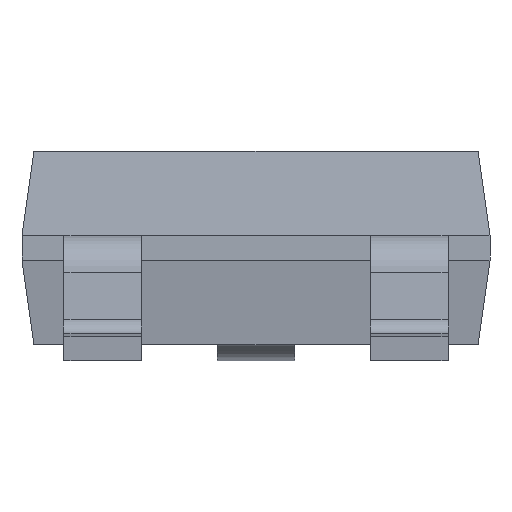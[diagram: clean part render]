
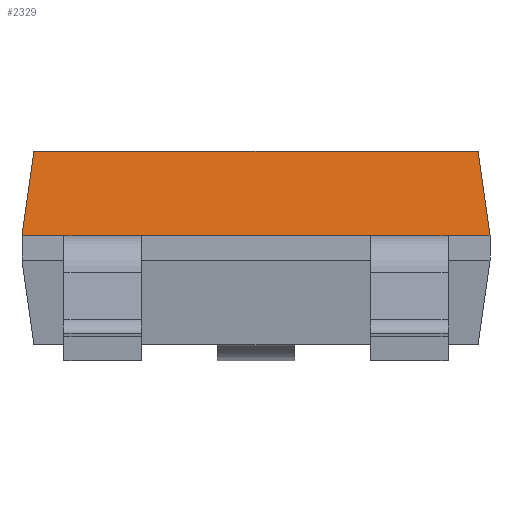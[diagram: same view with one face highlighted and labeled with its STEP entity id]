
A CAD part, front view. The second image highlights one B-rep face of the part: STEP entity #2329.
In plain terms, the highlighted planar face has unit normal (0, -0.99, 0.139).
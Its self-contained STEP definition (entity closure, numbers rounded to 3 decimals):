
#230 = PLANE('',#231);
#231 = AXIS2_PLACEMENT_3D('',#232,#233,#234);
#232 = CARTESIAN_POINT('',(1.425,0.7,1.3));
#233 = DIRECTION('',(0.,0.,-1.));
#234 = DIRECTION('',(-1.,0.,0.));
#461 = PLANE('',#462);
#462 = AXIS2_PLACEMENT_3D('',#463,#464,#465);
#463 = CARTESIAN_POINT('',(1.425,-0.6,1.3));
#464 = DIRECTION('',(0.,1.,0.));
#465 = DIRECTION('',(0.,0.,1.));
#517 = PLANE('',#518);
#518 = AXIS2_PLACEMENT_3D('',#519,#520,#521);
#519 = CARTESIAN_POINT('',(1.425,-0.6,1.3));
#520 = DIRECTION('',(0.,1.,0.));
#521 = DIRECTION('',(0.,0.,1.));
#573 = PLANE('',#574);
#574 = AXIS2_PLACEMENT_3D('',#575,#576,#577);
#575 = CARTESIAN_POINT('',(1.425,-0.6,1.3));
#576 = DIRECTION('',(0.,1.,0.));
#577 = DIRECTION('',(0.,0.,1.));
#777 = VERTEX_POINT('',#778);
#778 = CARTESIAN_POINT('',(1.425,-0.6,0.775));
#792 = PLANE('',#793);
#793 = AXIS2_PLACEMENT_3D('',#794,#795,#796);
#794 = CARTESIAN_POINT('',(1.425,-0.6,0.775));
#795 = DIRECTION('',(0.99,0.,0.139));
#796 = DIRECTION('',(0.139,0.,-0.99));
#830 = VERTEX_POINT('',#831);
#831 = CARTESIAN_POINT('',(1.165,-0.6,0.775));
#859 = EDGE_CURVE('',#777,#830,#860,.T.);
#860 = SURFACE_CURVE('',#861,(#865,#872),.PCURVE_S1.);
#861 = LINE('',#862,#863);
#862 = CARTESIAN_POINT('',(1.425,-0.6,0.775));
#863 = VECTOR('',#864,1.);
#864 = DIRECTION('',(-1.,0.,0.));
#865 = PCURVE('',#461,#866);
#866 = DEFINITIONAL_REPRESENTATION('',(#867),#871);
#867 = LINE('',#868,#869);
#868 = CARTESIAN_POINT('',(-0.525,0.));
#869 = VECTOR('',#870,1.);
#870 = DIRECTION('',(0.,-1.));
#871 = ( GEOMETRIC_REPRESENTATION_CONTEXT(2) 
PARAMETRIC_REPRESENTATION_CONTEXT() REPRESENTATION_CONTEXT('2D SPACE',''
  ) );
#872 = PCURVE('',#873,#878);
#873 = PLANE('',#874);
#874 = AXIS2_PLACEMENT_3D('',#875,#876,#877);
#875 = CARTESIAN_POINT('',(1.425,-0.6,0.775));
#876 = DIRECTION('',(0.,0.99,-0.139));
#877 = DIRECTION('',(0.,0.139,0.99));
#878 = DEFINITIONAL_REPRESENTATION('',(#879),#883);
#879 = LINE('',#880,#881);
#880 = CARTESIAN_POINT('',(0.,0.));
#881 = VECTOR('',#882,1.);
#882 = DIRECTION('',(0.,-1.));
#883 = ( GEOMETRIC_REPRESENTATION_CONTEXT(2) 
PARAMETRIC_REPRESENTATION_CONTEXT() REPRESENTATION_CONTEXT('2D SPACE',''
  ) );
#992 = VERTEX_POINT('',#993);
#993 = CARTESIAN_POINT('',(0.685,-0.6,0.775));
#1014 = EDGE_CURVE('',#1015,#992,#1017,.T.);
#1015 = VERTEX_POINT('',#1016);
#1016 = CARTESIAN_POINT('',(-0.735,-0.6,0.775));
#1017 = SURFACE_CURVE('',#1018,(#1022,#1029),.PCURVE_S1.);
#1018 = LINE('',#1019,#1020);
#1019 = CARTESIAN_POINT('',(1.425,-0.6,0.775));
#1020 = VECTOR('',#1021,1.);
#1021 = DIRECTION('',(1.,0.,0.));
#1022 = PCURVE('',#517,#1023);
#1023 = DEFINITIONAL_REPRESENTATION('',(#1024),#1028);
#1024 = LINE('',#1025,#1026);
#1025 = CARTESIAN_POINT('',(-0.525,0.));
#1026 = VECTOR('',#1027,1.);
#1027 = DIRECTION('',(0.,1.));
#1028 = ( GEOMETRIC_REPRESENTATION_CONTEXT(2) 
PARAMETRIC_REPRESENTATION_CONTEXT() REPRESENTATION_CONTEXT('2D SPACE',''
  ) );
#1029 = PCURVE('',#873,#1030);
#1030 = DEFINITIONAL_REPRESENTATION('',(#1031),#1035);
#1031 = LINE('',#1032,#1033);
#1032 = CARTESIAN_POINT('',(0.,0.));
#1033 = VECTOR('',#1034,1.);
#1034 = DIRECTION('',(0.,1.));
#1035 = ( GEOMETRIC_REPRESENTATION_CONTEXT(2) 
PARAMETRIC_REPRESENTATION_CONTEXT() REPRESENTATION_CONTEXT('2D SPACE',''
  ) );
#1170 = EDGE_CURVE('',#1171,#1173,#1175,.T.);
#1171 = VERTEX_POINT('',#1172);
#1172 = CARTESIAN_POINT('',(-1.475,-0.6,0.775));
#1173 = VERTEX_POINT('',#1174);
#1174 = CARTESIAN_POINT('',(-1.215,-0.6,0.775));
#1175 = SURFACE_CURVE('',#1176,(#1180,#1187),.PCURVE_S1.);
#1176 = LINE('',#1177,#1178);
#1177 = CARTESIAN_POINT('',(1.425,-0.6,0.775));
#1178 = VECTOR('',#1179,1.);
#1179 = DIRECTION('',(1.,0.,0.));
#1180 = PCURVE('',#573,#1181);
#1181 = DEFINITIONAL_REPRESENTATION('',(#1182),#1186);
#1182 = LINE('',#1183,#1184);
#1183 = CARTESIAN_POINT('',(-0.525,0.));
#1184 = VECTOR('',#1185,1.);
#1185 = DIRECTION('',(0.,1.));
#1186 = ( GEOMETRIC_REPRESENTATION_CONTEXT(2) 
PARAMETRIC_REPRESENTATION_CONTEXT() REPRESENTATION_CONTEXT('2D SPACE',''
  ) );
#1187 = PCURVE('',#873,#1188);
#1188 = DEFINITIONAL_REPRESENTATION('',(#1189),#1193);
#1189 = LINE('',#1190,#1191);
#1190 = CARTESIAN_POINT('',(0.,0.));
#1191 = VECTOR('',#1192,1.);
#1192 = DIRECTION('',(0.,1.));
#1193 = ( GEOMETRIC_REPRESENTATION_CONTEXT(2) 
PARAMETRIC_REPRESENTATION_CONTEXT() REPRESENTATION_CONTEXT('2D SPACE',''
  ) );
#1259 = PLANE('',#1260);
#1260 = AXIS2_PLACEMENT_3D('',#1261,#1262,#1263);
#1261 = CARTESIAN_POINT('',(-1.401,0.7,1.3));
#1262 = DIRECTION('',(0.99,0.,-0.139));
#1263 = DIRECTION('',(-0.139,0.,-0.99));
#1530 = VERTEX_POINT('',#1531);
#1531 = CARTESIAN_POINT('',(1.351,-0.526,1.3));
#1552 = EDGE_CURVE('',#1530,#777,#1553,.T.);
#1553 = SURFACE_CURVE('',#1554,(#1558,#1565),.PCURVE_S1.);
#1554 = LINE('',#1555,#1556);
#1555 = CARTESIAN_POINT('',(1.351,-0.526,1.3));
#1556 = VECTOR('',#1557,1.);
#1557 = DIRECTION('',(0.138,-0.138,-0.981));
#1558 = PCURVE('',#792,#1559);
#1559 = DEFINITIONAL_REPRESENTATION('',(#1560),#1564);
#1560 = LINE('',#1561,#1562);
#1561 = CARTESIAN_POINT('',(-0.53,0.074));
#1562 = VECTOR('',#1563,1.);
#1563 = DIRECTION('',(0.99,-0.138));
#1564 = ( GEOMETRIC_REPRESENTATION_CONTEXT(2) 
PARAMETRIC_REPRESENTATION_CONTEXT() REPRESENTATION_CONTEXT('2D SPACE',''
  ) );
#1565 = PCURVE('',#873,#1566);
#1566 = DEFINITIONAL_REPRESENTATION('',(#1567),#1571);
#1567 = LINE('',#1568,#1569);
#1568 = CARTESIAN_POINT('',(0.53,-0.074));
#1569 = VECTOR('',#1570,1.);
#1570 = DIRECTION('',(-0.99,0.138));
#1571 = ( GEOMETRIC_REPRESENTATION_CONTEXT(2) 
PARAMETRIC_REPRESENTATION_CONTEXT() REPRESENTATION_CONTEXT('2D SPACE',''
  ) );
#1645 = PLANE('',#1646);
#1646 = AXIS2_PLACEMENT_3D('',#1647,#1648,#1649);
#1647 = CARTESIAN_POINT('',(1.165,-0.775,0.775));
#1648 = DIRECTION('',(0.,0.,-1.));
#1649 = DIRECTION('',(-1.,0.,0.));
#2329 = ADVANCED_FACE('',(#2330),#873,.F.);
#2330 = FACE_BOUND('',#2331,.T.);
#2331 = EDGE_LOOP('',(#2332,#2333,#2359,#2360,#2381,#2382,#2383,#2406));
#2332 = ORIENTED_EDGE('',*,*,#1170,.T.);
#2333 = ORIENTED_EDGE('',*,*,#2334,.F.);
#2334 = EDGE_CURVE('',#1015,#1173,#2335,.T.);
#2335 = SURFACE_CURVE('',#2336,(#2340,#2347),.PCURVE_S1.);
#2336 = LINE('',#2337,#2338);
#2337 = CARTESIAN_POINT('',(1.425,-0.6,0.775));
#2338 = VECTOR('',#2339,1.);
#2339 = DIRECTION('',(-1.,0.,0.));
#2340 = PCURVE('',#873,#2341);
#2341 = DEFINITIONAL_REPRESENTATION('',(#2342),#2346);
#2342 = LINE('',#2343,#2344);
#2343 = CARTESIAN_POINT('',(0.,0.));
#2344 = VECTOR('',#2345,1.);
#2345 = DIRECTION('',(0.,-1.));
#2346 = ( GEOMETRIC_REPRESENTATION_CONTEXT(2) 
PARAMETRIC_REPRESENTATION_CONTEXT() REPRESENTATION_CONTEXT('2D SPACE',''
  ) );
#2347 = PCURVE('',#2348,#2353);
#2348 = PLANE('',#2349);
#2349 = AXIS2_PLACEMENT_3D('',#2350,#2351,#2352);
#2350 = CARTESIAN_POINT('',(-0.735,-0.775,0.775));
#2351 = DIRECTION('',(0.,0.,-1.));
#2352 = DIRECTION('',(-1.,0.,0.));
#2353 = DEFINITIONAL_REPRESENTATION('',(#2354),#2358);
#2354 = LINE('',#2355,#2356);
#2355 = CARTESIAN_POINT('',(-2.16,0.175));
#2356 = VECTOR('',#2357,1.);
#2357 = DIRECTION('',(1.,0.));
#2358 = ( GEOMETRIC_REPRESENTATION_CONTEXT(2) 
PARAMETRIC_REPRESENTATION_CONTEXT() REPRESENTATION_CONTEXT('2D SPACE',''
  ) );
#2359 = ORIENTED_EDGE('',*,*,#1014,.T.);
#2360 = ORIENTED_EDGE('',*,*,#2361,.F.);
#2361 = EDGE_CURVE('',#830,#992,#2362,.T.);
#2362 = SURFACE_CURVE('',#2363,(#2367,#2374),.PCURVE_S1.);
#2363 = LINE('',#2364,#2365);
#2364 = CARTESIAN_POINT('',(1.425,-0.6,0.775));
#2365 = VECTOR('',#2366,1.);
#2366 = DIRECTION('',(-1.,0.,0.));
#2367 = PCURVE('',#873,#2368);
#2368 = DEFINITIONAL_REPRESENTATION('',(#2369),#2373);
#2369 = LINE('',#2370,#2371);
#2370 = CARTESIAN_POINT('',(0.,0.));
#2371 = VECTOR('',#2372,1.);
#2372 = DIRECTION('',(0.,-1.));
#2373 = ( GEOMETRIC_REPRESENTATION_CONTEXT(2) 
PARAMETRIC_REPRESENTATION_CONTEXT() REPRESENTATION_CONTEXT('2D SPACE',''
  ) );
#2374 = PCURVE('',#1645,#2375);
#2375 = DEFINITIONAL_REPRESENTATION('',(#2376),#2380);
#2376 = LINE('',#2377,#2378);
#2377 = CARTESIAN_POINT('',(-0.26,0.175));
#2378 = VECTOR('',#2379,1.);
#2379 = DIRECTION('',(1.,0.));
#2380 = ( GEOMETRIC_REPRESENTATION_CONTEXT(2) 
PARAMETRIC_REPRESENTATION_CONTEXT() REPRESENTATION_CONTEXT('2D SPACE',''
  ) );
#2381 = ORIENTED_EDGE('',*,*,#859,.F.);
#2382 = ORIENTED_EDGE('',*,*,#1552,.F.);
#2383 = ORIENTED_EDGE('',*,*,#2384,.F.);
#2384 = EDGE_CURVE('',#2385,#1530,#2387,.T.);
#2385 = VERTEX_POINT('',#2386);
#2386 = CARTESIAN_POINT('',(-1.401,-0.526,1.3));
#2387 = SURFACE_CURVE('',#2388,(#2392,#2399),.PCURVE_S1.);
#2388 = LINE('',#2389,#2390);
#2389 = CARTESIAN_POINT('',(1.425,-0.526,1.3));
#2390 = VECTOR('',#2391,1.);
#2391 = DIRECTION('',(1.,0.,0.));
#2392 = PCURVE('',#873,#2393);
#2393 = DEFINITIONAL_REPRESENTATION('',(#2394),#2398);
#2394 = LINE('',#2395,#2396);
#2395 = CARTESIAN_POINT('',(0.53,0.));
#2396 = VECTOR('',#2397,1.);
#2397 = DIRECTION('',(0.,1.));
#2398 = ( GEOMETRIC_REPRESENTATION_CONTEXT(2) 
PARAMETRIC_REPRESENTATION_CONTEXT() REPRESENTATION_CONTEXT('2D SPACE',''
  ) );
#2399 = PCURVE('',#230,#2400);
#2400 = DEFINITIONAL_REPRESENTATION('',(#2401),#2405);
#2401 = LINE('',#2402,#2403);
#2402 = CARTESIAN_POINT('',(0.,-1.226));
#2403 = VECTOR('',#2404,1.);
#2404 = DIRECTION('',(-1.,0.));
#2405 = ( GEOMETRIC_REPRESENTATION_CONTEXT(2) 
PARAMETRIC_REPRESENTATION_CONTEXT() REPRESENTATION_CONTEXT('2D SPACE',''
  ) );
#2406 = ORIENTED_EDGE('',*,*,#2407,.F.);
#2407 = EDGE_CURVE('',#1171,#2385,#2408,.T.);
#2408 = SURFACE_CURVE('',#2409,(#2413,#2420),.PCURVE_S1.);
#2409 = LINE('',#2410,#2411);
#2410 = CARTESIAN_POINT('',(-1.475,-0.6,0.775));
#2411 = VECTOR('',#2412,1.);
#2412 = DIRECTION('',(0.138,0.138,0.981));
#2413 = PCURVE('',#873,#2414);
#2414 = DEFINITIONAL_REPRESENTATION('',(#2415),#2419);
#2415 = LINE('',#2416,#2417);
#2416 = CARTESIAN_POINT('',(0.,-2.9));
#2417 = VECTOR('',#2418,1.);
#2418 = DIRECTION('',(0.99,0.138));
#2419 = ( GEOMETRIC_REPRESENTATION_CONTEXT(2) 
PARAMETRIC_REPRESENTATION_CONTEXT() REPRESENTATION_CONTEXT('2D SPACE',''
  ) );
#2420 = PCURVE('',#1259,#2421);
#2421 = DEFINITIONAL_REPRESENTATION('',(#2422),#2426);
#2422 = LINE('',#2423,#2424);
#2423 = CARTESIAN_POINT('',(0.53,-1.3));
#2424 = VECTOR('',#2425,1.);
#2425 = DIRECTION('',(-0.99,0.138));
#2426 = ( GEOMETRIC_REPRESENTATION_CONTEXT(2) 
PARAMETRIC_REPRESENTATION_CONTEXT() REPRESENTATION_CONTEXT('2D SPACE',''
  ) );
